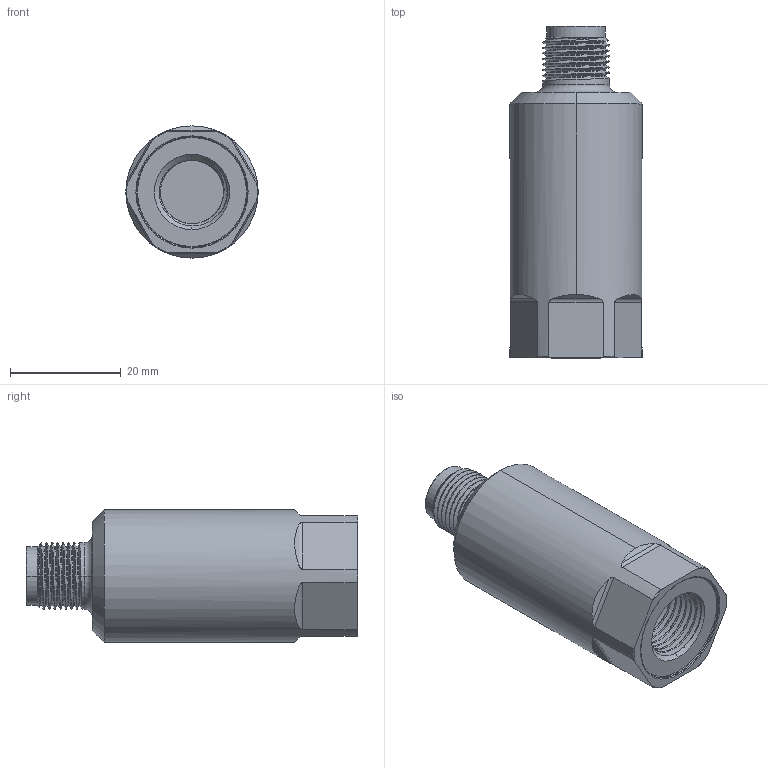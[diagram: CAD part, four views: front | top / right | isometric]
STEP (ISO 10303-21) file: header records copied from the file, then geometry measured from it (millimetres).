
FILE_DESCRIPTION (( 'STEP AP214' ), '1' );
FILE_NAME ('P.Trace_G14F.STEP', '2023-10-09T09:07:25', ( '' ), ( '' ), 'SwSTEP 2.0', 'SolidWorks 2020', '' );
FILE_SCHEMA (( 'AUTOMOTIVE_DESIGN' ));
Length unit declared in the file: millimetre
Products named in the file (1): P.Trace_G14F
Bounding box: 23.9 x 60 x 23.9 mm (x, y, z)
Volume: 19990.7 mm3; surface area: 6922 mm2
Topology: 1 solids, 9 shells, 304 faces, 741 edges, 456 vertices
Faces by surface type: cylinder 95, cone 78, plane 61, torus 60, bspline 10
Entity records: 17485 total; most frequent: CARTESIAN_POINT 7139, DIRECTION 1528, ORIENTED_EDGE 1482, EDGE_CURVE 741, AXIS2_PLACEMENT_3D 641, VERTEX_POINT 456, CIRCLE 346, EDGE_LOOP 327
